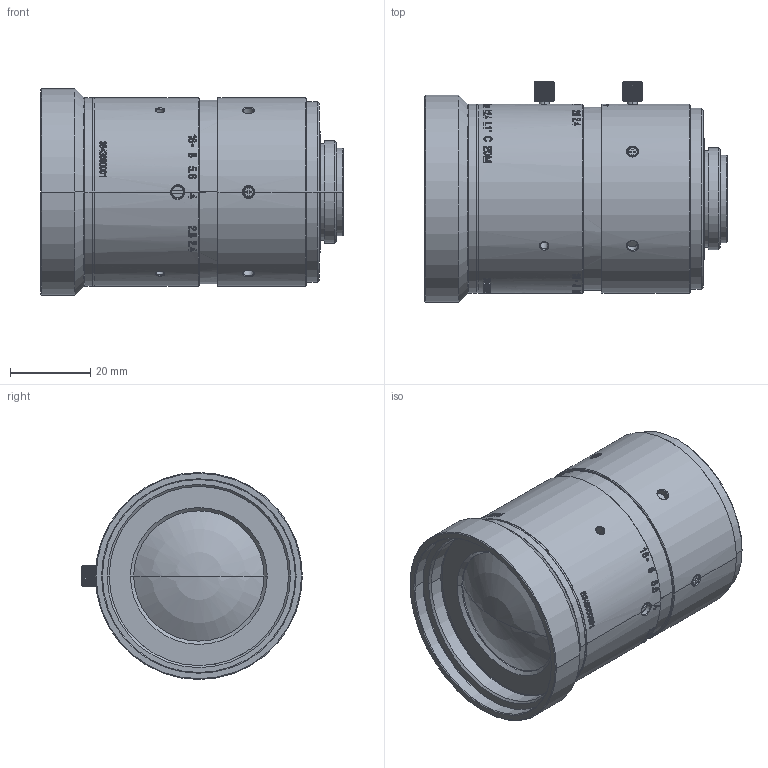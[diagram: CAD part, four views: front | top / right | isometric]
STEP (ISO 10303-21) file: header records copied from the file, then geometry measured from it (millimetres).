
FILE_DESCRIPTION((''),'2;1');
FILE_NAME('DZO_LA1624A_1112_3000_ASM','2022-08-29T10:28:36',('Administrator'),(''),'CREO PARAMETRIC BY PTC INC, 2019010','CREO PARAMETRIC BY PTC INC, 2019010','');
FILE_SCHEMA(('CONFIG_CONTROL_DESIGN','SHAPE_APPEARANCE_LAYERS_GROUPS'));
Products named in the file (23): V330151A-0002_1_1_1; V330151A-0002_1_ASM_1_ASM; V330151A-611_3_1; V330151A-612_1_1; V330151A-610_3_1; M1_4X3__1_1; V330151A-621_1_1; V330151A-622_1_1; V330151A-000_ASM_4-2445_ASM_1_ASM; V330151A-0004_2_3_1; V330151A-0004_2_ASM_1_ASM; V330151A-604_5_1; V330151A-000_ASM_3_ASM_1_ASM; V330151A-609_1_1; M2_5X60001_1_1; V330151A-000_ASM_4-72279_ASM_1_ASM; M2_5X50001_1_1; I741411C_0001_1_1; V330151A-000_ASM_4-172246_ASM_1_ASM; DZO_LA1624A_1112_ASM_5_ASM_1_ASM; DZO_LA1624A_1112_ASM_ASM_1_ASM; V330151B-608; DZO_LA1624A_1112_3000_ASM
Assembly tree (30 placements, depth 6):
  DZO_LA1624A_1112_3000_ASM
    DZO_LA1624A_1112_ASM_ASM_1_ASM
      DZO_LA1624A_1112_ASM_5_ASM_1_ASM
        V330151A-000_ASM_4-2445_ASM_1_ASM
          V330151A-0002_1_ASM_1_ASM
            V330151A-0002_1_1_1
          V330151A-611_3_1
          V330151A-612_1_1
          V330151A-610_3_1
          M1_4X3__1_1  x6
          V330151A-621_1_1
          V330151A-622_1_1
        V330151A-000_ASM_3_ASM_1_ASM
          V330151A-0004_2_ASM_1_ASM
            V330151A-0004_2_3_1
          V330151A-604_5_1
        V330151A-000_ASM_4-72279_ASM_1_ASM
          V330151A-609_1_1
          M1_4X3__1_1  x3
          M2_5X60001_1_1
        V330151A-000_ASM_4-172246_ASM_1_ASM
          M2_5X50001_1_1
          I741411C_0001_1_1
    V330151B-608
Bounding box: 75.17 x 54.9 x 51.5 mm (x, y, z)
Volume: 38462.4 mm3; surface area: 40220.9 mm2
Topology: 22 solids, 22 shells, 2101 faces, 5739 edges, 3826 vertices
Faces by surface type: bspline 745, plane 721, cylinder 414, cone 177, torus 36, sphere 8
Entity records: 110382 total; most frequent: CARTESIAN_POINT 50802, ORIENTED_EDGE 10330, DIRECTION 6958, EDGE_CURVE 5165, PRESENTATION_STYLE_ASSIGNMENT 4655, STYLED_ITEM 4575, CURVE_STYLE 4273, VERTEX_POINT 3442
